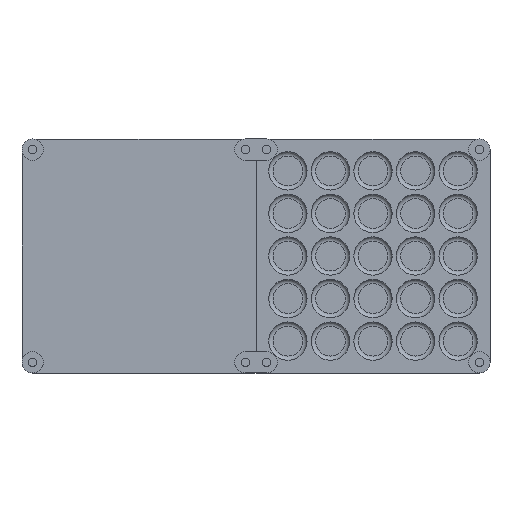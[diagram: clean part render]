
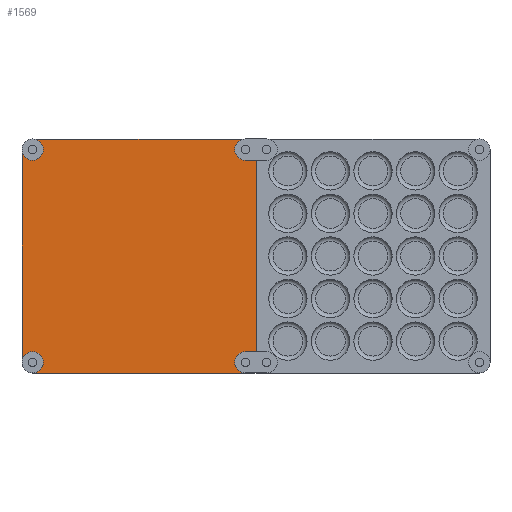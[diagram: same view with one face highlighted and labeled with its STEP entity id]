
A CAD part, top view. The second image highlights one B-rep face of the part: STEP entity #1569.
In plain terms, the highlighted planar face has unit normal (0, 0, 1).
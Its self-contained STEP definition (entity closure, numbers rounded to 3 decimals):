
#78=PLANE('',#1811);
#128=LINE('',#2755,#203);
#136=LINE('',#2775,#211);
#142=LINE('',#2786,#217);
#148=LINE('',#2809,#223);
#149=LINE('',#2813,#224);
#150=LINE('',#2817,#225);
#203=VECTOR('',#2267,10.);
#211=VECTOR('',#2287,10.);
#217=VECTOR('',#2295,10.);
#223=VECTOR('',#2317,10.);
#224=VECTOR('',#2320,10.);
#225=VECTOR('',#2323,10.);
#371=FACE_OUTER_BOUND('',#511,.T.);
#511=EDGE_LOOP('',(#1337,#1338,#1339,#1340,#1341,#1342,#1343,#1344,#1345,
#1346));
#664=CIRCLE('',#1812,5.);
#665=CIRCLE('',#1813,5.);
#666=CIRCLE('',#1814,5.);
#667=CIRCLE('',#1815,5.);
#776=VERTEX_POINT('',#2753);
#777=VERTEX_POINT('',#2754);
#783=VERTEX_POINT('',#2774);
#787=VERTEX_POINT('',#2784);
#795=VERTEX_POINT('',#2806);
#796=VERTEX_POINT('',#2808);
#797=VERTEX_POINT('',#2810);
#798=VERTEX_POINT('',#2812);
#799=VERTEX_POINT('',#2814);
#800=VERTEX_POINT('',#2816);
#959=EDGE_CURVE('',#776,#777,#128,.T.);
#970=EDGE_CURVE('',#783,#776,#136,.T.);
#976=EDGE_CURVE('',#777,#787,#142,.T.);
#986=EDGE_CURVE('',#787,#795,#664,.T.);
#987=EDGE_CURVE('',#795,#796,#148,.T.);
#988=EDGE_CURVE('',#796,#797,#665,.T.);
#989=EDGE_CURVE('',#797,#798,#149,.T.);
#990=EDGE_CURVE('',#798,#799,#666,.T.);
#991=EDGE_CURVE('',#799,#800,#150,.T.);
#992=EDGE_CURVE('',#800,#783,#667,.T.);
#1337=ORIENTED_EDGE('',*,*,#959,.T.);
#1338=ORIENTED_EDGE('',*,*,#976,.T.);
#1339=ORIENTED_EDGE('',*,*,#986,.T.);
#1340=ORIENTED_EDGE('',*,*,#987,.T.);
#1341=ORIENTED_EDGE('',*,*,#988,.T.);
#1342=ORIENTED_EDGE('',*,*,#989,.T.);
#1343=ORIENTED_EDGE('',*,*,#990,.T.);
#1344=ORIENTED_EDGE('',*,*,#991,.T.);
#1345=ORIENTED_EDGE('',*,*,#992,.T.);
#1346=ORIENTED_EDGE('',*,*,#970,.T.);
#1569=ADVANCED_FACE('',(#371),#78,.T.);
#1811=AXIS2_PLACEMENT_3D('',#2805,#2313,#2314);
#1812=AXIS2_PLACEMENT_3D('',#2807,#2315,#2316);
#1813=AXIS2_PLACEMENT_3D('',#2811,#2318,#2319);
#1814=AXIS2_PLACEMENT_3D('',#2815,#2321,#2322);
#1815=AXIS2_PLACEMENT_3D('',#2818,#2324,#2325);
#2267=DIRECTION('',(0.,1.,0.));
#2287=DIRECTION('',(1.,0.,0.));
#2295=DIRECTION('',(-1.,0.,0.));
#2313=DIRECTION('center_axis',(0.,0.,1.));
#2314=DIRECTION('ref_axis',(1.,0.,0.));
#2315=DIRECTION('center_axis',(0.,0.,-1.));
#2316=DIRECTION('ref_axis',(1.,0.,0.));
#2317=DIRECTION('',(-1.,0.,0.));
#2318=DIRECTION('center_axis',(0.,0.,-1.));
#2319=DIRECTION('ref_axis',(1.,0.,0.));
#2320=DIRECTION('',(0.,-1.,0.));
#2321=DIRECTION('center_axis',(0.,0.,-1.));
#2322=DIRECTION('ref_axis',(1.,0.,0.));
#2323=DIRECTION('',(1.,0.,0.));
#2324=DIRECTION('center_axis',(0.,0.,-1.));
#2325=DIRECTION('ref_axis',(1.,0.,0.));
#2753=CARTESIAN_POINT('',(32.435,-6.783,2.5));
#2754=CARTESIAN_POINT('',(32.435,83.217,2.5));
#2755=CARTESIAN_POINT('',(32.435,60.717,2.5));
#2774=CARTESIAN_POINT('',(27.435,-6.783,2.5));
#2775=CARTESIAN_POINT('',(34.935,-6.783,2.5));
#2784=CARTESIAN_POINT('',(27.435,83.217,2.5));
#2786=CARTESIAN_POINT('',(29.935,83.217,2.5));
#2805=CARTESIAN_POINT('Origin',(32.435,38.217,2.5));
#2806=CARTESIAN_POINT('',(27.435,93.217,2.5));
#2807=CARTESIAN_POINT('Origin',(27.435,88.217,2.5));
#2808=CARTESIAN_POINT('',(-72.565,93.217,2.5));
#2809=CARTESIAN_POINT('',(32.435,93.217,2.5));
#2810=CARTESIAN_POINT('',(-77.565,88.217,2.5));
#2811=CARTESIAN_POINT('Origin',(-72.565,88.217,2.5));
#2812=CARTESIAN_POINT('',(-77.565,-11.783,2.5));
#2813=CARTESIAN_POINT('',(-77.565,-16.783,2.5));
#2814=CARTESIAN_POINT('',(-72.565,-16.783,2.5));
#2815=CARTESIAN_POINT('Origin',(-72.565,-11.783,2.5));
#2816=CARTESIAN_POINT('',(27.435,-16.783,2.5));
#2817=CARTESIAN_POINT('',(142.435,-16.783,2.5));
#2818=CARTESIAN_POINT('Origin',(27.435,-11.783,2.5));
